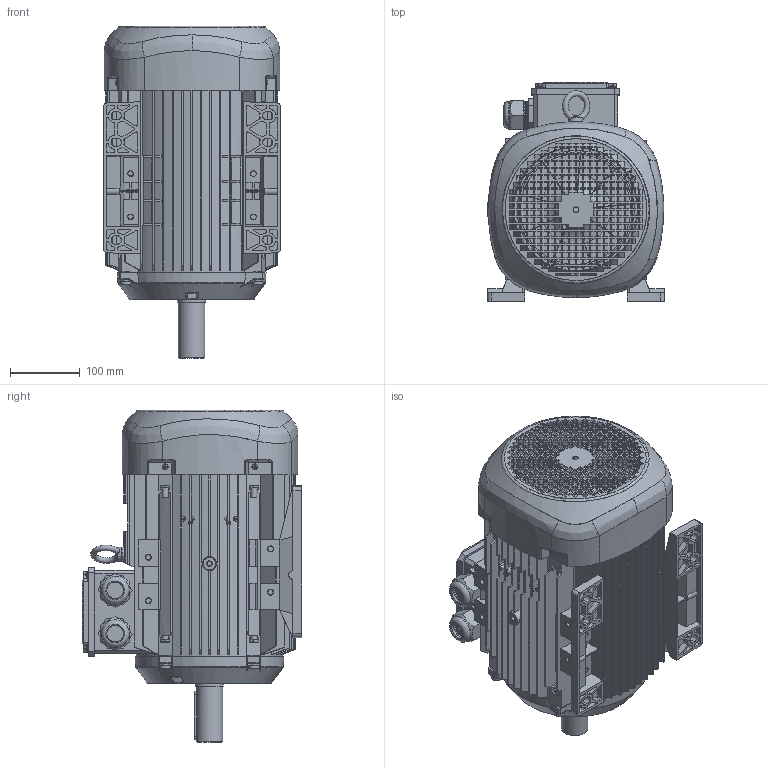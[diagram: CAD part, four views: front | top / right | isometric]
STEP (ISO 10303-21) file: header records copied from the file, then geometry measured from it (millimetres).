
FILE_DESCRIPTION(/* description */ (''),/* implementation_level */ '2;1');
FILE_NAME(/* name */ 'QS132M_B3_.stp',/* time_stamp */ '2015-04-09T11:46:36+03:00',/* author */ (''),/* organization */ (''),/* preprocessor_version */ 'ST-DEVELOPER v11',/* originating_system */ 'SIEMENS PLM Software NX 7.5',/* authorisation */ '');
FILE_SCHEMA (('AP203_CONFIGURATION_CONTROLLED_3D_DESIGN_OF_MECHANICAL_PARTS_AND_ASSEMBLIES_MIM_LF'));
Length unit declared in the file: millimetre
Products named in the file (1): AR-000000405669_001
Bounding box: 253 x 314 x 475.5 mm (x, y, z)
Surface area: 1629621.9 mm2 (no closed solid volume)
Topology: 0 solids, 1 shells, 4672 faces, 13171 edges, 8558 vertices
Faces by surface type: plane 2774, cylinder 854, bspline 671, cone 269, torus 80, sphere 18, extrusion 6
Full cylindrical faces by diameter (mm): 2.5 x8, 4.2 x4, 6 x1, 6.8 x2, 7.6 x10, 8 x6, 8.2 x8, 8.5 x23, 8.8 x1, 9 x4, 14.327 x4, 18 x3, 20 x2, 23.927 x2, 26 x2, 31.8 x2, 32.804 x1, 34.364 x14, 38 x1, 39.455 x2, 40 x2, 40.199 x10, 40.2 x1, 45 x1, 50 x2, 62.1 x2, 80 x4, 81 x2, 83.5 x2, 86 x1
Entity records: 193685 total; most frequent: CARTESIAN_POINT 102361, ORIENTED_EDGE 25700, EDGE_CURVE 12854, B_SPLINE_CURVE_WITH_KNOTS 12169, VERTEX_POINT 8516, DIRECTION 7978, EDGE_LOOP 5663, ADVANCED_FACE 4662
